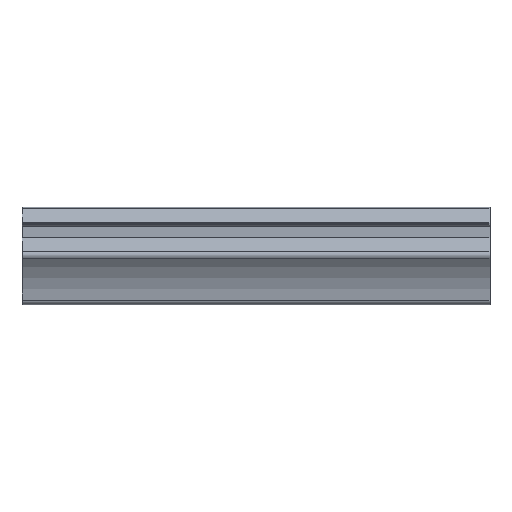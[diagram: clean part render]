
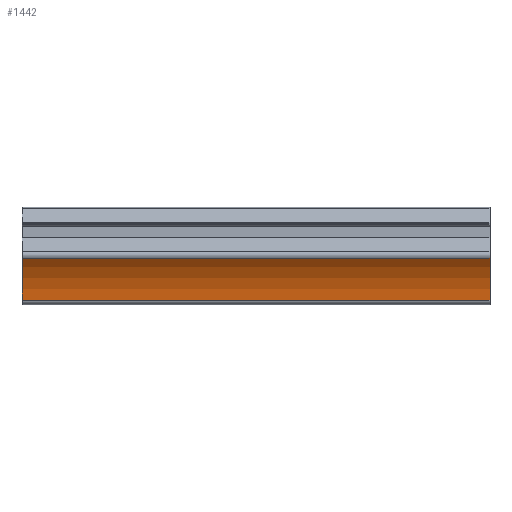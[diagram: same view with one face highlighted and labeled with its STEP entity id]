
A CAD part, left-side view. The second image highlights one B-rep face of the part: STEP entity #1442.
In plain terms, the highlighted cylindrical face has radius 30 mm (diameter 60 mm), a partial arc.
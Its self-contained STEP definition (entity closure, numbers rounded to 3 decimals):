
#92 = CARTESIAN_POINT ( 'NONE',  ( -41.575, 0., -17.221 ) ) ;
#158 = EDGE_LOOP ( 'NONE', ( #4458, #4570, #1466, #3879 ) ) ;
#290 = LINE ( 'NONE', #1986, #1713 ) ;
#372 = CARTESIAN_POINT ( 'NONE',  ( -19.077, 200., 2.625 ) ) ;
#551 = CARTESIAN_POINT ( 'NONE',  ( -19.077, 0., 2.625 ) ) ;
#867 = DIRECTION ( 'NONE',  ( 0., -1., 0. ) ) ;
#1171 = CIRCLE ( 'NONE', #2947, 30. ) ;
#1197 = DIRECTION ( 'NONE',  ( 0., 1., 0. ) ) ;
#1337 = AXIS2_PLACEMENT_3D ( 'NONE', #92, #2017, #2396 ) ;
#1369 = EDGE_CURVE ( 'NONE', #3279, #5365, #1171, .T. ) ;
#1442 = ADVANCED_FACE ( 'NONE', ( #2320 ), #5315, .F. ) ;
#1466 = ORIENTED_EDGE ( 'NONE', *, *, #1857, .F. ) ;
#1713 = VECTOR ( 'NONE', #5584, 1000. ) ;
#1755 = EDGE_CURVE ( 'NONE', #4816, #3279, #290, .T. ) ;
#1857 = EDGE_CURVE ( 'NONE', #5365, #5529, #4784, .T. ) ;
#1986 = CARTESIAN_POINT ( 'NONE',  ( -11.633, 0., -15.346 ) ) ;
#2017 = DIRECTION ( 'NONE',  ( 0., -1., 0. ) ) ;
#2280 = CARTESIAN_POINT ( 'NONE',  ( -11.633, 0., -15.346 ) ) ;
#2320 = FACE_OUTER_BOUND ( 'NONE', #158, .T. ) ;
#2396 = DIRECTION ( 'NONE',  ( 0., 0., 1. ) ) ;
#2435 = VECTOR ( 'NONE', #867, 1000. ) ;
#2947 = AXIS2_PLACEMENT_3D ( 'NONE', #4308, #5257, #3433 ) ;
#3075 = CARTESIAN_POINT ( 'NONE',  ( -41.575, 0., -17.221 ) ) ;
#3279 = VERTEX_POINT ( 'NONE', #4031 ) ;
#3433 = DIRECTION ( 'NONE',  ( 0., 0., 1. ) ) ;
#3879 = ORIENTED_EDGE ( 'NONE', *, *, #1369, .F. ) ;
#3938 = AXIS2_PLACEMENT_3D ( 'NONE', #3075, #1197, #5840 ) ;
#4031 = CARTESIAN_POINT ( 'NONE',  ( -11.633, 200., -15.346 ) ) ;
#4308 = CARTESIAN_POINT ( 'NONE',  ( -41.575, 200., -17.221 ) ) ;
#4458 = ORIENTED_EDGE ( 'NONE', *, *, #1755, .F. ) ;
#4470 = CIRCLE ( 'NONE', #1337, 30. ) ;
#4570 = ORIENTED_EDGE ( 'NONE', *, *, #4941, .T. ) ;
#4784 = LINE ( 'NONE', #551, #2435 ) ;
#4816 = VERTEX_POINT ( 'NONE', #2280 ) ;
#4941 = EDGE_CURVE ( 'NONE', #4816, #5529, #4470, .T. ) ;
#5257 = DIRECTION ( 'NONE',  ( 0., -1., 0. ) ) ;
#5315 = CYLINDRICAL_SURFACE ( 'NONE', #3938, 30. ) ;
#5365 = VERTEX_POINT ( 'NONE', #372 ) ;
#5529 = VERTEX_POINT ( 'NONE', #5603 ) ;
#5584 = DIRECTION ( 'NONE',  ( 0., 1., 0. ) ) ;
#5603 = CARTESIAN_POINT ( 'NONE',  ( -19.077, 0., 2.625 ) ) ;
#5840 = DIRECTION ( 'NONE',  ( 0., 0., 1. ) ) ;
